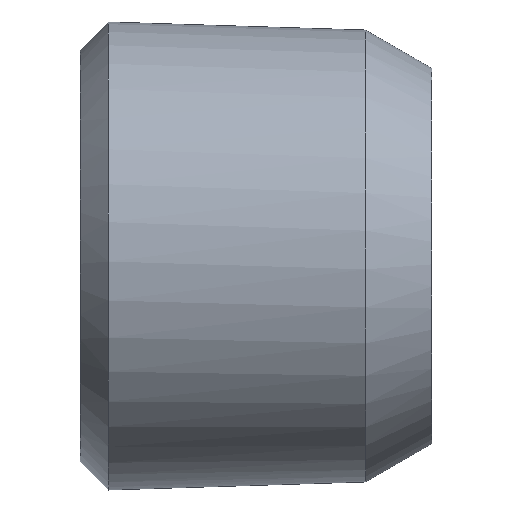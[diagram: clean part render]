
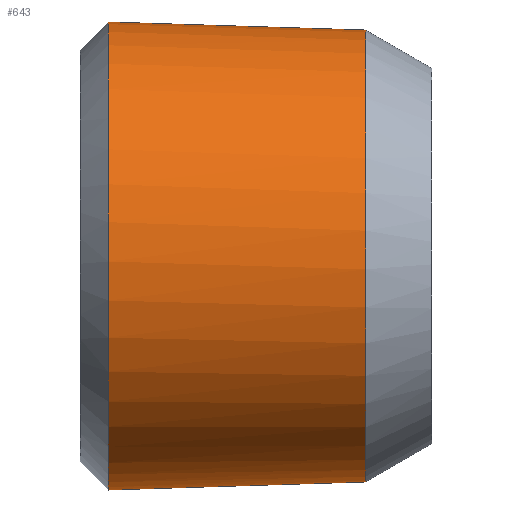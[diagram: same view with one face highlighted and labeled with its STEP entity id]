
A CAD part, left-side view. The second image highlights one B-rep face of the part: STEP entity #643.
In plain terms, the highlighted free-form (B-spline) face has degree [1, 3] with [2, 4] control points.
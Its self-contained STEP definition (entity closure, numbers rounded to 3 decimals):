
#9 = CARTESIAN_POINT ( 'NONE',  ( 0., 6.9, 4.987 ) ) ;
#13 = CARTESIAN_POINT ( 'NONE',  ( -9.63, 1.412, 4.815 ) ) ;
#65 = CARTESIAN_POINT ( 'NONE',  ( 0., 6.9, 4.987 ) ) ;
#109 =( BOUNDED_SURFACE ( )  B_SPLINE_SURFACE ( 1, 3, ( 
 ( #396, #993, #13, #1090 ),
 ( #780, #1084, #678, #9 ) ),
 .UNSPECIFIED., .F., .F., .F. ) 
 B_SPLINE_SURFACE_WITH_KNOTS ( ( 2, 2 ),
 ( 4, 4 ),
 ( 0., 1. ),
 ( 0., 1. ),
 .UNSPECIFIED. ) 
 GEOMETRIC_REPRESENTATION_ITEM ( )  RATIONAL_B_SPLINE_SURFACE ( (
 ( 1., 0.333, 0.333, 1.),
 ( 1., 0.333, 0.333, 1.) ) ) 
 REPRESENTATION_ITEM ( '' )  SURFACE ( )  );
#125 = CARTESIAN_POINT ( 'NONE',  ( 0., 1.412, 4.815 ) ) ;
#142 =( BOUNDED_CURVE ( )  B_SPLINE_CURVE ( 3, ( #863, #1272, #270, #383 ),
 .UNSPECIFIED., .F., .F. ) 
 B_SPLINE_CURVE_WITH_KNOTS ( ( 4, 4 ),
 ( -3.142, 0. ),
 .UNSPECIFIED. ) 
 CURVE ( )  GEOMETRIC_REPRESENTATION_ITEM ( )  RATIONAL_B_SPLINE_CURVE ( ( 1., 0.333, 0.333, 1. ) ) 
 REPRESENTATION_ITEM ( '' )  );
#145 = CARTESIAN_POINT ( 'NONE',  ( 0., 1.412, 4.815 ) ) ;
#195 = ORIENTED_EDGE ( 'NONE', *, *, #1244, .T. ) ;
#220 = EDGE_CURVE ( 'NONE', #463, #989, #142, .T. ) ;
#229 = CARTESIAN_POINT ( 'NONE',  ( 0., 6.9, -4.987 ) ) ;
#270 = CARTESIAN_POINT ( 'NONE',  ( -9.63, 1.412, -4.815 ) ) ;
#315 = B_SPLINE_CURVE_WITH_KNOTS ( 'NONE', 1,
 ( #427, #125 ),
 .UNSPECIFIED., .F., .F.,
 ( 2, 2 ),
 ( -1., 0. ),
 .UNSPECIFIED. ) ;
#383 = CARTESIAN_POINT ( 'NONE',  ( 0., 1.412, -4.815 ) ) ;
#388 = EDGE_CURVE ( 'NONE', #989, #1000, #1018, .T. ) ;
#396 = CARTESIAN_POINT ( 'NONE',  ( 0., 1.412, -4.815 ) ) ;
#427 = CARTESIAN_POINT ( 'NONE',  ( 0., 6.9, 4.987 ) ) ;
#463 = VERTEX_POINT ( 'NONE', #145 ) ;
#476 = FACE_OUTER_BOUND ( 'NONE', #1201, .T. ) ;
#546 = ORIENTED_EDGE ( 'NONE', *, *, #1055, .F. ) ;
#570 = VERTEX_POINT ( 'NONE', #585 ) ;
#579 = ORIENTED_EDGE ( 'NONE', *, *, #388, .F. ) ;
#585 = CARTESIAN_POINT ( 'NONE',  ( 0., 6.9, 4.987 ) ) ;
#621 = CARTESIAN_POINT ( 'NONE',  ( 0., 1.412, -4.815 ) ) ;
#643 = ADVANCED_FACE ( 'NONE', ( #476 ), #109, .F. ) ;
#678 = CARTESIAN_POINT ( 'NONE',  ( -9.973, 6.9, 4.987 ) ) ;
#684 = CARTESIAN_POINT ( 'NONE',  ( 0., 6.9, -4.987 ) ) ;
#695 = CARTESIAN_POINT ( 'NONE',  ( 0., 1.412, -4.815 ) ) ;
#780 = CARTESIAN_POINT ( 'NONE',  ( 0., 6.9, -4.987 ) ) ;
#863 = CARTESIAN_POINT ( 'NONE',  ( 0., 1.412, 4.815 ) ) ;
#875 = CARTESIAN_POINT ( 'NONE',  ( 0., 6.9, -4.987 ) ) ;
#919 =( BOUNDED_CURVE ( )  B_SPLINE_CURVE ( 3, ( #65, #1057, #1275, #684 ),
 .UNSPECIFIED., .F., .F. ) 
 B_SPLINE_CURVE_WITH_KNOTS ( ( 4, 4 ),
 ( -3.142, 0. ),
 .UNSPECIFIED. ) 
 CURVE ( )  GEOMETRIC_REPRESENTATION_ITEM ( )  RATIONAL_B_SPLINE_CURVE ( ( 1., 0.333, 0.333, 1. ) ) 
 REPRESENTATION_ITEM ( '' )  );
#989 = VERTEX_POINT ( 'NONE', #695 ) ;
#993 = CARTESIAN_POINT ( 'NONE',  ( -9.63, 1.412, -4.815 ) ) ;
#1000 = VERTEX_POINT ( 'NONE', #875 ) ;
#1018 = B_SPLINE_CURVE_WITH_KNOTS ( 'NONE', 1,
 ( #621, #229 ),
 .UNSPECIFIED., .F., .F.,
 ( 2, 2 ),
 ( -1., 0. ),
 .UNSPECIFIED. ) ;
#1055 = EDGE_CURVE ( 'NONE', #570, #463, #315, .T. ) ;
#1057 = CARTESIAN_POINT ( 'NONE',  ( -9.973, 6.9, 4.987 ) ) ;
#1084 = CARTESIAN_POINT ( 'NONE',  ( -9.973, 6.9, -4.987 ) ) ;
#1090 = CARTESIAN_POINT ( 'NONE',  ( 0., 1.412, 4.815 ) ) ;
#1201 = EDGE_LOOP ( 'NONE', ( #1210, #546, #195, #579 ) ) ;
#1210 = ORIENTED_EDGE ( 'NONE', *, *, #220, .F. ) ;
#1244 = EDGE_CURVE ( 'NONE', #570, #1000, #919, .T. ) ;
#1272 = CARTESIAN_POINT ( 'NONE',  ( -9.63, 1.412, 4.815 ) ) ;
#1275 = CARTESIAN_POINT ( 'NONE',  ( -9.973, 6.9, -4.987 ) ) ;
